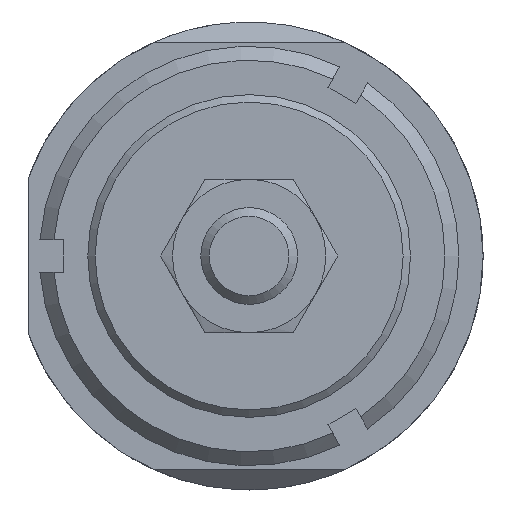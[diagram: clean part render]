
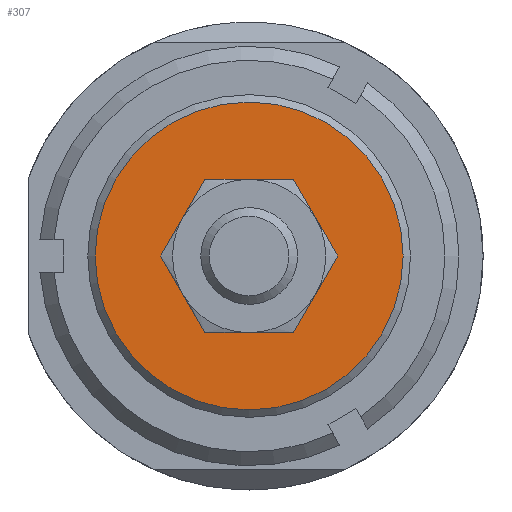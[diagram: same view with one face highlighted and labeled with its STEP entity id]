
A CAD part, left-side view. The second image highlights one B-rep face of the part: STEP entity #307.
In plain terms, the highlighted face is planar.
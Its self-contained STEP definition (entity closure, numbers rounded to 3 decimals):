
#307 = ADVANCED_FACE( '', ( #623, #624 ), #625, .F. );
#623 = FACE_BOUND( '', #1005, .T. );
#624 = FACE_OUTER_BOUND( '', #1006, .T. );
#625 = PLANE( '', #1007 );
#1005 = EDGE_LOOP( '', ( #1519 ) );
#1006 = EDGE_LOOP( '', ( #1520 ) );
#1007 = AXIS2_PLACEMENT_3D( '', #1521, #1522, #1523 );
#1519 = ORIENTED_EDGE( '', *, *, #2299, .F. );
#1520 = ORIENTED_EDGE( '', *, *, #2300, .T. );
#1521 = CARTESIAN_POINT( '', ( 43., 19.08, 0. ) );
#1522 = DIRECTION( '', ( -1., 0., 0. ) );
#1523 = DIRECTION( '', ( 0., 0., 1. ) );
#2299 = EDGE_CURVE( '', #2727, #2727, #2728, .T. );
#2300 = EDGE_CURVE( '', #2729, #2729, #2730, .T. );
#2727 = VERTEX_POINT( '', #3362 );
#2728 = CIRCLE( '', #3363, 7. );
#2729 = VERTEX_POINT( '', #3364 );
#2730 = CIRCLE( '', #3365, 19.08 );
#3362 = CARTESIAN_POINT( '', ( 43., 0., -7. ) );
#3363 = AXIS2_PLACEMENT_3D( '', #3931, #3932, #3933 );
#3364 = CARTESIAN_POINT( '', ( 43., 0., -19.08 ) );
#3365 = AXIS2_PLACEMENT_3D( '', #3934, #3935, #3936 );
#3931 = CARTESIAN_POINT( '', ( 43., 0., 0. ) );
#3932 = DIRECTION( '', ( 1., 0., 0. ) );
#3933 = DIRECTION( '', ( 0., 0., -1. ) );
#3934 = CARTESIAN_POINT( '', ( 43., 0., 0. ) );
#3935 = DIRECTION( '', ( 1., 0., 0. ) );
#3936 = DIRECTION( '', ( 0., 0., -1. ) );
